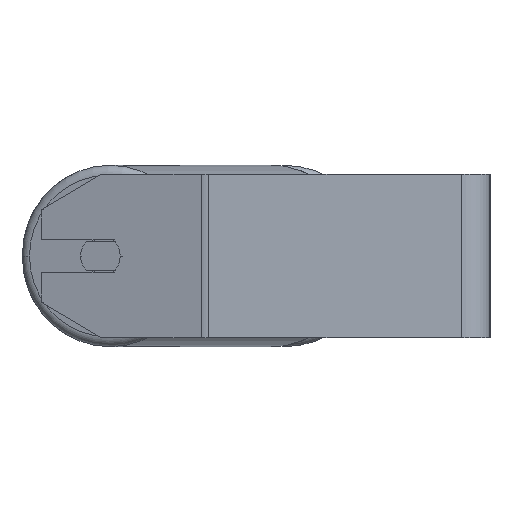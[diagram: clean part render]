
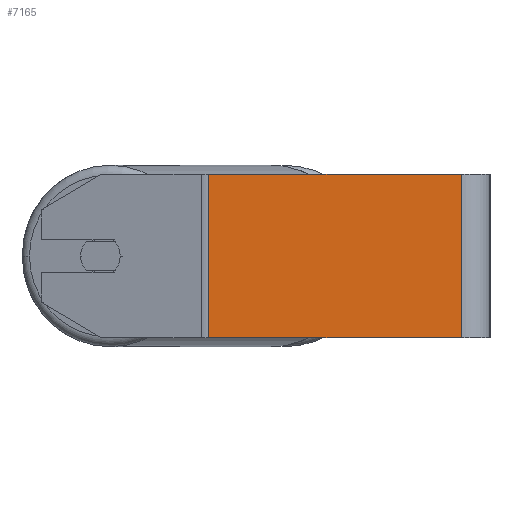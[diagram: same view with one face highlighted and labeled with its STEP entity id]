
A CAD part, left-side view. The second image highlights one B-rep face of the part: STEP entity #7165.
In plain terms, the highlighted planar face has unit normal (-1, 0, 0).
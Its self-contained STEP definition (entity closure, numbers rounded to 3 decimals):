
#437 = EDGE_CURVE ( 'NONE', #6192, #5213, #7050, .T. ) ;
#1250 = CARTESIAN_POINT ( 'NONE',  ( -525., 138.051, 40. ) ) ;
#1577 = PLANE ( 'NONE',  #4539 ) ;
#2375 = FACE_OUTER_BOUND ( 'NONE', #4004, .T. ) ;
#3048 = DIRECTION ( 'NONE',  ( 1., 0., 0. ) ) ;
#3488 = EDGE_CURVE ( 'NONE', #6192, #4897, #7682, .T. ) ;
#3565 = VECTOR ( 'NONE', #4258, 1000. ) ;
#4004 = EDGE_LOOP ( 'NONE', ( #6232, #7032, #6688, #6304 ) ) ;
#4258 = DIRECTION ( 'NONE',  ( 0., -1., 0. ) ) ;
#4275 = CARTESIAN_POINT ( 'NONE',  ( -525., 139.894, 40. ) ) ;
#4539 = AXIS2_PLACEMENT_3D ( 'NONE', #4275, #3048, #7726 ) ;
#4704 = CARTESIAN_POINT ( 'NONE',  ( -525., 14., -40. ) ) ;
#4881 = CARTESIAN_POINT ( 'NONE',  ( -525., 138.051, 40. ) ) ;
#4897 = VERTEX_POINT ( 'NONE', #7450 ) ;
#5213 = VERTEX_POINT ( 'NONE', #7799 ) ;
#5304 = LINE ( 'NONE', #8005, #8353 ) ;
#5975 = DIRECTION ( 'NONE',  ( 0., -1., 0. ) ) ;
#6083 = VECTOR ( 'NONE', #8194, 1000. ) ;
#6192 = VERTEX_POINT ( 'NONE', #1250 ) ;
#6232 = ORIENTED_EDGE ( 'NONE', *, *, #6561, .T. ) ;
#6304 = ORIENTED_EDGE ( 'NONE', *, *, #3488, .T. ) ;
#6347 = EDGE_CURVE ( 'NONE', #5213, #7418, #7613, .T. ) ;
#6561 = EDGE_CURVE ( 'NONE', #4897, #7418, #5304, .T. ) ;
#6688 = ORIENTED_EDGE ( 'NONE', *, *, #437, .F. ) ;
#6880 = DIRECTION ( 'NONE',  ( 0., 0., -1. ) ) ;
#6957 = CARTESIAN_POINT ( 'NONE',  ( -525., 14., 40. ) ) ;
#7032 = ORIENTED_EDGE ( 'NONE', *, *, #6347, .F. ) ;
#7050 = LINE ( 'NONE', #7797, #3565 ) ;
#7165 = ADVANCED_FACE ( 'NONE', ( #2375 ), #1577, .F. ) ;
#7418 = VERTEX_POINT ( 'NONE', #4704 ) ;
#7450 = CARTESIAN_POINT ( 'NONE',  ( -525., 138.051, -40. ) ) ;
#7613 = LINE ( 'NONE', #6957, #6083 ) ;
#7682 = LINE ( 'NONE', #4881, #8738 ) ;
#7726 = DIRECTION ( 'NONE',  ( 0., 0., -1. ) ) ;
#7797 = CARTESIAN_POINT ( 'NONE',  ( -525., 139.894, 40. ) ) ;
#7799 = CARTESIAN_POINT ( 'NONE',  ( -525., 14., 40. ) ) ;
#8005 = CARTESIAN_POINT ( 'NONE',  ( -525., 139.894, -40. ) ) ;
#8194 = DIRECTION ( 'NONE',  ( 0., 0., -1. ) ) ;
#8353 = VECTOR ( 'NONE', #5975, 1000. ) ;
#8738 = VECTOR ( 'NONE', #6880, 1000. ) ;
